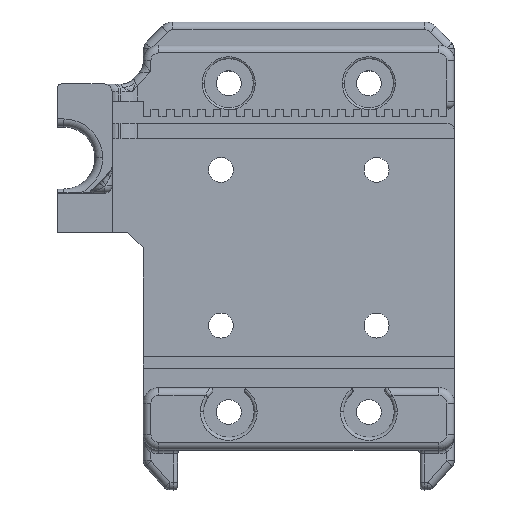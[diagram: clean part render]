
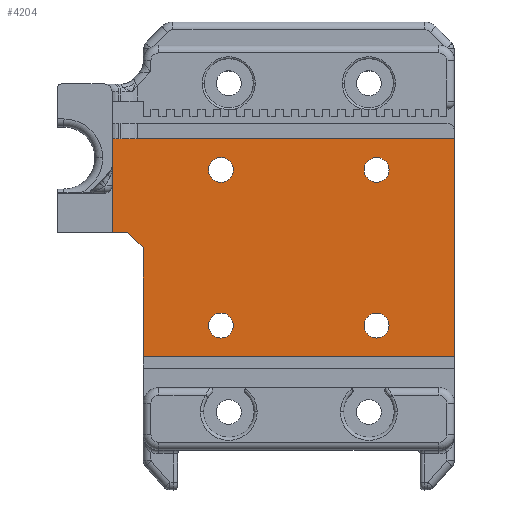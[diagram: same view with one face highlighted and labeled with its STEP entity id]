
A CAD part, top view. The second image highlights one B-rep face of the part: STEP entity #4204.
In plain terms, the highlighted planar face has unit normal (0, 0, 1).
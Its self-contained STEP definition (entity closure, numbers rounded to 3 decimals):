
#36 = CARTESIAN_POINT ( 'NONE',  ( -24., 0., -12. ) ) ;
#105 = AXIS2_PLACEMENT_3D ( 'NONE', #5528, #6214, #497 ) ;
#253 = CARTESIAN_POINT ( 'NONE',  ( 20., 0., -12. ) ) ;
#334 = ORIENTED_EDGE ( 'NONE', *, *, #1806, .F. ) ;
#343 = CARTESIAN_POINT ( 'NONE',  ( -24., 14., -12. ) ) ;
#497 = DIRECTION ( 'NONE',  ( -1., 0., 0. ) ) ;
#664 = CARTESIAN_POINT ( 'NONE',  ( 11.6, -10., -12. ) ) ;
#772 = AXIS2_PLACEMENT_3D ( 'NONE', #9866, #7228, #9069 ) ;
#839 = DIRECTION ( 'NONE',  ( 0., -1., 0. ) ) ;
#902 = CARTESIAN_POINT ( 'NONE',  ( 20., 14., -12. ) ) ;
#917 = AXIS2_PLACEMENT_3D ( 'NONE', #3545, #2026, #10036 ) ;
#962 = DIRECTION ( 'NONE',  ( 0., -1., 0. ) ) ;
#1132 = EDGE_LOOP ( 'NONE', ( #1200, #9356 ) ) ;
#1200 = ORIENTED_EDGE ( 'NONE', *, *, #2581, .F. ) ;
#1243 = VECTOR ( 'NONE', #4881, 1000. ) ;
#1268 = EDGE_CURVE ( 'NONE', #6193, #6219, #4596, .T. ) ;
#1293 = DIRECTION ( 'NONE',  ( 1., 0., 0. ) ) ;
#1346 = CARTESIAN_POINT ( 'NONE',  ( 20., 14., -12. ) ) ;
#1438 = CARTESIAN_POINT ( 'NONE',  ( 11.6, 10., -12. ) ) ;
#1514 = ORIENTED_EDGE ( 'NONE', *, *, #3105, .F. ) ;
#1643 = ORIENTED_EDGE ( 'NONE', *, *, #9243, .T. ) ;
#1646 = FACE_BOUND ( 'NONE', #9880, .T. ) ;
#1667 = CARTESIAN_POINT ( 'NONE',  ( -11.6, 10., -12. ) ) ;
#1685 = DIRECTION ( 'NONE',  ( 0., 0., -1. ) ) ;
#1714 = CARTESIAN_POINT ( 'NONE',  ( -11.6, -10., -12. ) ) ;
#1806 = EDGE_CURVE ( 'NONE', #6591, #7895, #4606, .T. ) ;
#2026 = DIRECTION ( 'NONE',  ( 0., 0., 1. ) ) ;
#2307 = VECTOR ( 'NONE', #3175, 1000. ) ;
#2443 = LINE ( 'NONE', #3370, #2307 ) ;
#2482 = VERTEX_POINT ( 'NONE', #343 ) ;
#2489 = PLANE ( 'NONE',  #4442 ) ;
#2581 = EDGE_CURVE ( 'NONE', #7901, #7253, #4647, .T. ) ;
#2712 = LINE ( 'NONE', #9340, #7186 ) ;
#2735 = CARTESIAN_POINT ( 'NONE',  ( -10., -10., -12. ) ) ;
#2762 = VECTOR ( 'NONE', #5684, 1000. ) ;
#2917 = VERTEX_POINT ( 'NONE', #8697 ) ;
#3105 = EDGE_CURVE ( 'NONE', #10479, #3920, #2443, .T. ) ;
#3175 = DIRECTION ( 'NONE',  ( -0.707, 0.707, 0. ) ) ;
#3184 = LINE ( 'NONE', #5408, #3952 ) ;
#3263 = CIRCLE ( 'NONE', #917, 1.6 ) ;
#3370 = CARTESIAN_POINT ( 'NONE',  ( -22., 2., -12. ) ) ;
#3545 = CARTESIAN_POINT ( 'NONE',  ( 10., 10., -12. ) ) ;
#3561 = LINE ( 'NONE', #253, #10424 ) ;
#3662 = DIRECTION ( 'NONE',  ( 0., 0., 1. ) ) ;
#3841 = VERTEX_POINT ( 'NONE', #1346 ) ;
#3863 = VERTEX_POINT ( 'NONE', #664 ) ;
#3891 = DIRECTION ( 'NONE',  ( -1., 0., 0. ) ) ;
#3920 = VERTEX_POINT ( 'NONE', #7794 ) ;
#3952 = VECTOR ( 'NONE', #10474, 1000. ) ;
#4053 = ORIENTED_EDGE ( 'NONE', *, *, #8725, .F. ) ;
#4159 = DIRECTION ( 'NONE',  ( -1., 0., 0. ) ) ;
#4204 = ADVANCED_FACE ( 'NONE', ( #8257, #9771, #1646, #4861, #8107 ), #2489, .F. ) ;
#4256 = AXIS2_PLACEMENT_3D ( 'NONE', #2735, #9316, #5972 ) ;
#4293 = DIRECTION ( 'NONE',  ( -1., 0., 0. ) ) ;
#4360 = ORIENTED_EDGE ( 'NONE', *, *, #1268, .F. ) ;
#4432 = AXIS2_PLACEMENT_3D ( 'NONE', #7899, #10289, #3891 ) ;
#4442 = AXIS2_PLACEMENT_3D ( 'NONE', #902, #1685, #962 ) ;
#4534 = EDGE_CURVE ( 'NONE', #6219, #6193, #6644, .T. ) ;
#4577 = ORIENTED_EDGE ( 'NONE', *, *, #10261, .T. ) ;
#4596 = CIRCLE ( 'NONE', #4256, 1.6 ) ;
#4606 = CIRCLE ( 'NONE', #4432, 1.6 ) ;
#4647 = CIRCLE ( 'NONE', #105, 1.6 ) ;
#4762 = CARTESIAN_POINT ( 'NONE',  ( -10., 10., -12. ) ) ;
#4861 = FACE_BOUND ( 'NONE', #10284, .T. ) ;
#4881 = DIRECTION ( 'NONE',  ( 0., -1., 0. ) ) ;
#4887 = LINE ( 'NONE', #9696, #8552 ) ;
#4910 = LINE ( 'NONE', #5881, #2762 ) ;
#5025 = ORIENTED_EDGE ( 'NONE', *, *, #8205, .T. ) ;
#5049 = CARTESIAN_POINT ( 'NONE',  ( 10., -10., -12. ) ) ;
#5052 = DIRECTION ( 'NONE',  ( 0., 0., 1. ) ) ;
#5328 = EDGE_CURVE ( 'NONE', #3841, #9693, #3561, .T. ) ;
#5408 = CARTESIAN_POINT ( 'NONE',  ( 20., 14., -12. ) ) ;
#5528 = CARTESIAN_POINT ( 'NONE',  ( 10., 10., -12. ) ) ;
#5650 = AXIS2_PLACEMENT_3D ( 'NONE', #4762, #5052, #8008 ) ;
#5684 = DIRECTION ( 'NONE',  ( 1., 0., 0. ) ) ;
#5686 = CARTESIAN_POINT ( 'NONE',  ( 20., -14., -12. ) ) ;
#5739 = LINE ( 'NONE', #36, #1243 ) ;
#5771 = EDGE_CURVE ( 'NONE', #3863, #9335, #7169, .T. ) ;
#5788 = ORIENTED_EDGE ( 'NONE', *, *, #9492, .T. ) ;
#5881 = CARTESIAN_POINT ( 'NONE',  ( 20., -14., -12. ) ) ;
#5972 = DIRECTION ( 'NONE',  ( -1., 0., 0. ) ) ;
#6051 = ORIENTED_EDGE ( 'NONE', *, *, #7051, .F. ) ;
#6056 = CARTESIAN_POINT ( 'NONE',  ( -10., -10., -12. ) ) ;
#6193 = VERTEX_POINT ( 'NONE', #1714 ) ;
#6214 = DIRECTION ( 'NONE',  ( 0., 0., 1. ) ) ;
#6219 = VERTEX_POINT ( 'NONE', #9042 ) ;
#6305 = CARTESIAN_POINT ( 'NONE',  ( -20., 0., -12. ) ) ;
#6342 = ORIENTED_EDGE ( 'NONE', *, *, #5328, .F. ) ;
#6344 = CIRCLE ( 'NONE', #772, 1.6 ) ;
#6591 = VERTEX_POINT ( 'NONE', #8936 ) ;
#6644 = CIRCLE ( 'NONE', #10401, 1.6 ) ;
#6687 = EDGE_LOOP ( 'NONE', ( #6051, #9304 ) ) ;
#6705 = DIRECTION ( 'NONE',  ( 0., -1., 0. ) ) ;
#7051 = EDGE_CURVE ( 'NONE', #9335, #3863, #6344, .T. ) ;
#7169 = CIRCLE ( 'NONE', #7332, 1.6 ) ;
#7186 = VECTOR ( 'NONE', #1293, 1000. ) ;
#7228 = DIRECTION ( 'NONE',  ( 0., 0., 1. ) ) ;
#7253 = VERTEX_POINT ( 'NONE', #1438 ) ;
#7332 = AXIS2_PLACEMENT_3D ( 'NONE', #5049, #8207, #4159 ) ;
#7593 = CARTESIAN_POINT ( 'NONE',  ( -24., 2., -12. ) ) ;
#7794 = CARTESIAN_POINT ( 'NONE',  ( -22., 2., -12. ) ) ;
#7826 = EDGE_LOOP ( 'NONE', ( #1643, #8606, #1514, #4577, #5025, #6342, #5788 ) ) ;
#7895 = VERTEX_POINT ( 'NONE', #1667 ) ;
#7899 = CARTESIAN_POINT ( 'NONE',  ( -10., 10., -12. ) ) ;
#7901 = VERTEX_POINT ( 'NONE', #9995 ) ;
#7959 = VERTEX_POINT ( 'NONE', #7593 ) ;
#8008 = DIRECTION ( 'NONE',  ( -1., 0., 0. ) ) ;
#8011 = EDGE_CURVE ( 'NONE', #7253, #7901, #3263, .T. ) ;
#8107 = FACE_BOUND ( 'NONE', #1132, .T. ) ;
#8185 = ORIENTED_EDGE ( 'NONE', *, *, #4534, .F. ) ;
#8205 = EDGE_CURVE ( 'NONE', #2917, #9693, #4910, .T. ) ;
#8207 = DIRECTION ( 'NONE',  ( 0., 0., 1. ) ) ;
#8257 = FACE_OUTER_BOUND ( 'NONE', #7826, .T. ) ;
#8552 = VECTOR ( 'NONE', #839, 1000. ) ;
#8606 = ORIENTED_EDGE ( 'NONE', *, *, #9433, .T. ) ;
#8697 = CARTESIAN_POINT ( 'NONE',  ( -20., -14., -12. ) ) ;
#8725 = EDGE_CURVE ( 'NONE', #7895, #6591, #10233, .T. ) ;
#8936 = CARTESIAN_POINT ( 'NONE',  ( -8.4, 10., -12. ) ) ;
#8980 = CARTESIAN_POINT ( 'NONE',  ( 8.4, -10., -12. ) ) ;
#9042 = CARTESIAN_POINT ( 'NONE',  ( -8.4, -10., -12. ) ) ;
#9069 = DIRECTION ( 'NONE',  ( -1., 0., 0. ) ) ;
#9243 = EDGE_CURVE ( 'NONE', #2482, #7959, #5739, .T. ) ;
#9304 = ORIENTED_EDGE ( 'NONE', *, *, #5771, .F. ) ;
#9316 = DIRECTION ( 'NONE',  ( 0., 0., 1. ) ) ;
#9335 = VERTEX_POINT ( 'NONE', #8980 ) ;
#9340 = CARTESIAN_POINT ( 'NONE',  ( -24., 2., -12. ) ) ;
#9356 = ORIENTED_EDGE ( 'NONE', *, *, #8011, .F. ) ;
#9433 = EDGE_CURVE ( 'NONE', #7959, #3920, #2712, .T. ) ;
#9492 = EDGE_CURVE ( 'NONE', #3841, #2482, #3184, .T. ) ;
#9693 = VERTEX_POINT ( 'NONE', #5686 ) ;
#9696 = CARTESIAN_POINT ( 'NONE',  ( -20., 0., -12. ) ) ;
#9771 = FACE_BOUND ( 'NONE', #6687, .T. ) ;
#9866 = CARTESIAN_POINT ( 'NONE',  ( 10., -10., -12. ) ) ;
#9880 = EDGE_LOOP ( 'NONE', ( #4360, #8185 ) ) ;
#9995 = CARTESIAN_POINT ( 'NONE',  ( 8.4, 10., -12. ) ) ;
#10036 = DIRECTION ( 'NONE',  ( -1., 0., 0. ) ) ;
#10233 = CIRCLE ( 'NONE', #5650, 1.6 ) ;
#10261 = EDGE_CURVE ( 'NONE', #10479, #2917, #4887, .T. ) ;
#10284 = EDGE_LOOP ( 'NONE', ( #4053, #334 ) ) ;
#10289 = DIRECTION ( 'NONE',  ( 0., 0., 1. ) ) ;
#10401 = AXIS2_PLACEMENT_3D ( 'NONE', #6056, #3662, #4293 ) ;
#10424 = VECTOR ( 'NONE', #6705, 1000. ) ;
#10474 = DIRECTION ( 'NONE',  ( -1., 0., 0. ) ) ;
#10479 = VERTEX_POINT ( 'NONE', #6305 ) ;
